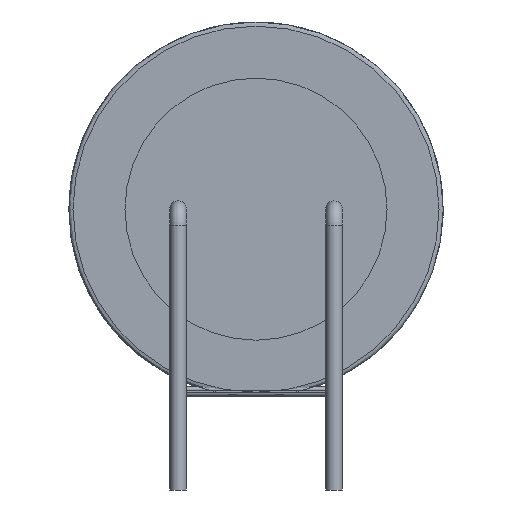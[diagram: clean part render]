
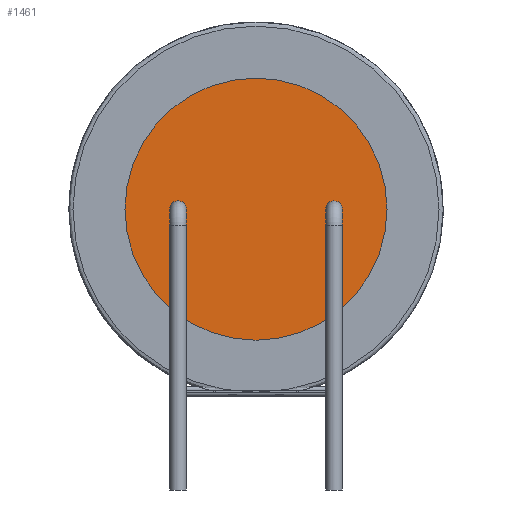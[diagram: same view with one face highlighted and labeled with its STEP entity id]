
A CAD part, left-side view. The second image highlights one B-rep face of the part: STEP entity #1461.
In plain terms, the highlighted planar face has unit normal (-1, 0, 0).
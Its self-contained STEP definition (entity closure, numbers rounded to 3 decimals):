
#1395 = CYLINDRICAL_SURFACE('',#1396,0.4);
#1396 = AXIS2_PLACEMENT_3D('',#1397,#1398,#1399);
#1397 = CARTESIAN_POINT('',(0.3,7.5,0.));
#1398 = DIRECTION('',(1.,0.,0.));
#1399 = DIRECTION('',(0.,-1.,0.));
#1410 = EDGE_CURVE('',#1411,#1411,#1413,.T.);
#1411 = VERTEX_POINT('',#1412);
#1412 = CARTESIAN_POINT('',(0.2,7.1,0.));
#1413 = SURFACE_CURVE('',#1414,(#1419,#1426),.PCURVE_S1.);
#1414 = CIRCLE('',#1415,0.4);
#1415 = AXIS2_PLACEMENT_3D('',#1416,#1417,#1418);
#1416 = CARTESIAN_POINT('',(0.2,7.5,0.));
#1417 = DIRECTION('',(1.,0.,0.));
#1418 = DIRECTION('',(0.,-1.,0.));
#1419 = PCURVE('',#1395,#1420);
#1420 = DEFINITIONAL_REPRESENTATION('',(#1421),#1425);
#1421 = LINE('',#1422,#1423);
#1422 = CARTESIAN_POINT('',(0.,-0.1));
#1423 = VECTOR('',#1424,1.);
#1424 = DIRECTION('',(1.,0.));
#1425 = ( GEOMETRIC_REPRESENTATION_CONTEXT(2) 
PARAMETRIC_REPRESENTATION_CONTEXT() REPRESENTATION_CONTEXT('2D SPACE',''
  ) );
#1426 = PCURVE('',#1427,#1432);
#1427 = PLANE('',#1428);
#1428 = AXIS2_PLACEMENT_3D('',#1429,#1430,#1431);
#1429 = CARTESIAN_POINT('',(0.2,3.75,0.));
#1430 = DIRECTION('',(1.,0.,0.));
#1431 = DIRECTION('',(0.,1.,0.));
#1432 = DEFINITIONAL_REPRESENTATION('',(#1433),#1437);
#1433 = CIRCLE('',#1434,0.4);
#1434 = AXIS2_PLACEMENT_2D('',#1435,#1436);
#1435 = CARTESIAN_POINT('',(3.75,0.));
#1436 = DIRECTION('',(-1.,0.));
#1437 = ( GEOMETRIC_REPRESENTATION_CONTEXT(2) 
PARAMETRIC_REPRESENTATION_CONTEXT() REPRESENTATION_CONTEXT('2D SPACE',''
  ) );
#1461 = ADVANCED_FACE('',(#1462,#1493,#1496),#1427,.F.);
#1462 = FACE_BOUND('',#1463,.F.);
#1463 = EDGE_LOOP('',(#1464));
#1464 = ORIENTED_EDGE('',*,*,#1465,.T.);
#1465 = EDGE_CURVE('',#1466,#1466,#1468,.T.);
#1466 = VERTEX_POINT('',#1467);
#1467 = CARTESIAN_POINT('',(0.2,10.05,0.));
#1468 = SURFACE_CURVE('',#1469,(#1474,#1481),.PCURVE_S1.);
#1469 = CIRCLE('',#1470,6.3);
#1470 = AXIS2_PLACEMENT_3D('',#1471,#1472,#1473);
#1471 = CARTESIAN_POINT('',(0.2,3.75,0.));
#1472 = DIRECTION('',(1.,0.,0.));
#1473 = DIRECTION('',(0.,1.,0.));
#1474 = PCURVE('',#1427,#1475);
#1475 = DEFINITIONAL_REPRESENTATION('',(#1476),#1480);
#1476 = CIRCLE('',#1477,6.3);
#1477 = AXIS2_PLACEMENT_2D('',#1478,#1479);
#1478 = CARTESIAN_POINT('',(0.,0.));
#1479 = DIRECTION('',(1.,0.));
#1480 = ( GEOMETRIC_REPRESENTATION_CONTEXT(2) 
PARAMETRIC_REPRESENTATION_CONTEXT() REPRESENTATION_CONTEXT('2D SPACE',''
  ) );
#1481 = PCURVE('',#1482,#1487);
#1482 = CYLINDRICAL_SURFACE('',#1483,6.3);
#1483 = AXIS2_PLACEMENT_3D('',#1484,#1485,#1486);
#1484 = CARTESIAN_POINT('',(0.3,3.75,0.));
#1485 = DIRECTION('',(-1.,0.,0.));
#1486 = DIRECTION('',(0.,1.,0.));
#1487 = DEFINITIONAL_REPRESENTATION('',(#1488),#1492);
#1488 = LINE('',#1489,#1490);
#1489 = CARTESIAN_POINT('',(6.283,0.1));
#1490 = VECTOR('',#1491,1.);
#1491 = DIRECTION('',(-1.,0.));
#1492 = ( GEOMETRIC_REPRESENTATION_CONTEXT(2) 
PARAMETRIC_REPRESENTATION_CONTEXT() REPRESENTATION_CONTEXT('2D SPACE',''
  ) );
#1493 = FACE_BOUND('',#1494,.F.);
#1494 = EDGE_LOOP('',(#1495));
#1495 = ORIENTED_EDGE('',*,*,#1410,.F.);
#1496 = FACE_BOUND('',#1497,.F.);
#1497 = EDGE_LOOP('',(#1498));
#1498 = ORIENTED_EDGE('',*,*,#1499,.F.);
#1499 = EDGE_CURVE('',#1500,#1500,#1502,.T.);
#1500 = VERTEX_POINT('',#1501);
#1501 = CARTESIAN_POINT('',(0.2,-0.4,0.));
#1502 = SURFACE_CURVE('',#1503,(#1508,#1515),.PCURVE_S1.);
#1503 = CIRCLE('',#1504,0.4);
#1504 = AXIS2_PLACEMENT_3D('',#1505,#1506,#1507);
#1505 = CARTESIAN_POINT('',(0.2,0.,0.));
#1506 = DIRECTION('',(1.,0.,0.));
#1507 = DIRECTION('',(0.,-1.,0.));
#1508 = PCURVE('',#1427,#1509);
#1509 = DEFINITIONAL_REPRESENTATION('',(#1510),#1514);
#1510 = CIRCLE('',#1511,0.4);
#1511 = AXIS2_PLACEMENT_2D('',#1512,#1513);
#1512 = CARTESIAN_POINT('',(-3.75,0.));
#1513 = DIRECTION('',(-1.,0.));
#1514 = ( GEOMETRIC_REPRESENTATION_CONTEXT(2) 
PARAMETRIC_REPRESENTATION_CONTEXT() REPRESENTATION_CONTEXT('2D SPACE',''
  ) );
#1515 = PCURVE('',#1516,#1521);
#1516 = CYLINDRICAL_SURFACE('',#1517,0.4);
#1517 = AXIS2_PLACEMENT_3D('',#1518,#1519,#1520);
#1518 = CARTESIAN_POINT('',(0.3,0.,0.));
#1519 = DIRECTION('',(1.,0.,0.));
#1520 = DIRECTION('',(0.,-1.,0.));
#1521 = DEFINITIONAL_REPRESENTATION('',(#1522),#1526);
#1522 = LINE('',#1523,#1524);
#1523 = CARTESIAN_POINT('',(0.,-0.1));
#1524 = VECTOR('',#1525,1.);
#1525 = DIRECTION('',(1.,0.));
#1526 = ( GEOMETRIC_REPRESENTATION_CONTEXT(2) 
PARAMETRIC_REPRESENTATION_CONTEXT() REPRESENTATION_CONTEXT('2D SPACE',''
  ) );
